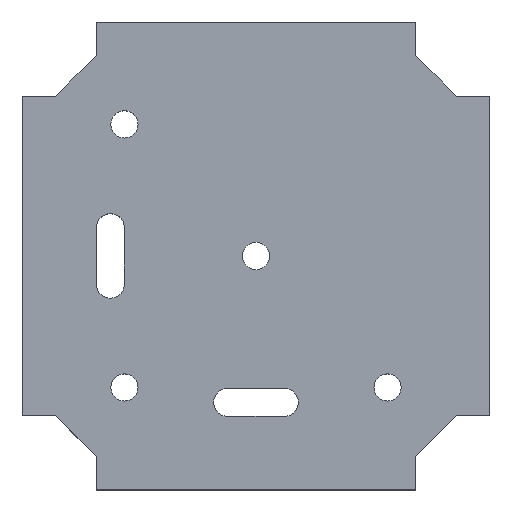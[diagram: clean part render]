
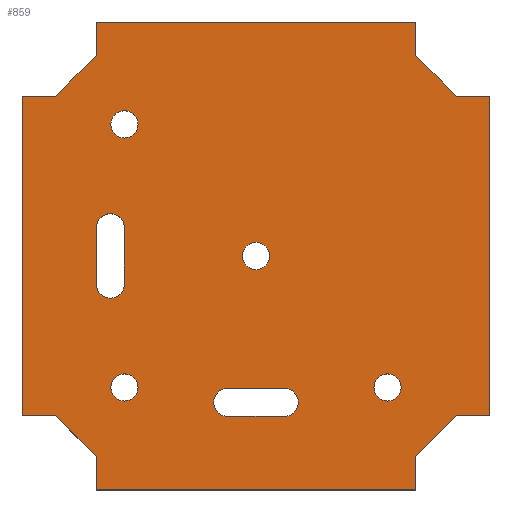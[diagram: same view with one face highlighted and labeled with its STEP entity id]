
A CAD part, top view. The second image highlights one B-rep face of the part: STEP entity #859.
In plain terms, the highlighted planar face has unit normal (0, 0, 1).
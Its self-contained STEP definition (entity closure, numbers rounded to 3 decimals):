
#26=FACE_BOUND('',#166,.T.);
#27=FACE_BOUND('',#167,.T.);
#28=FACE_BOUND('',#168,.T.);
#29=FACE_BOUND('',#169,.T.);
#30=FACE_BOUND('',#170,.T.);
#31=FACE_BOUND('',#171,.T.);
#61=PLANE('',#957);
#109=FACE_OUTER_BOUND('',#165,.T.);
#165=EDGE_LOOP('',(#737,#738,#739,#740,#741,#742,#743,#744,#745,#746,#747,
#748,#749,#750,#751,#752));
#166=EDGE_LOOP('',(#753,#754,#755,#756));
#167=EDGE_LOOP('',(#757,#758,#759,#760));
#168=EDGE_LOOP('',(#761));
#169=EDGE_LOOP('',(#762));
#170=EDGE_LOOP('',(#763));
#171=EDGE_LOOP('',(#764));
#196=LINE('',#1337,#275);
#201=LINE('',#1351,#280);
#204=LINE('',#1361,#283);
#209=LINE('',#1375,#288);
#219=LINE('',#1414,#298);
#223=LINE('',#1421,#302);
#226=LINE('',#1427,#305);
#229=LINE('',#1435,#308);
#232=LINE('',#1441,#311);
#236=LINE('',#1448,#315);
#239=LINE('',#1456,#318);
#243=LINE('',#1463,#322);
#246=LINE('',#1469,#325);
#249=LINE('',#1477,#328);
#252=LINE('',#1483,#331);
#256=LINE('',#1490,#335);
#258=LINE('',#1493,#337);
#260=LINE('',#1496,#339);
#261=LINE('',#1498,#340);
#262=LINE('',#1499,#341);
#275=VECTOR('',#1037,10.);
#280=VECTOR('',#1050,10.);
#283=VECTOR('',#1061,10.);
#288=VECTOR('',#1074,10.);
#298=VECTOR('',#1118,10.);
#302=VECTOR('',#1124,10.);
#305=VECTOR('',#1129,10.);
#308=VECTOR('',#1134,10.);
#311=VECTOR('',#1139,10.);
#315=VECTOR('',#1145,10.);
#318=VECTOR('',#1150,10.);
#322=VECTOR('',#1156,10.);
#325=VECTOR('',#1161,10.);
#328=VECTOR('',#1166,10.);
#331=VECTOR('',#1171,10.);
#335=VECTOR('',#1177,10.);
#337=VECTOR('',#1181,10.);
#339=VECTOR('',#1185,10.);
#340=VECTOR('',#1188,10.);
#341=VECTOR('',#1189,10.);
#350=CIRCLE('',#894,1.45);
#354=CIRCLE('',#901,1.45);
#358=CIRCLE('',#908,1.45);
#362=CIRCLE('',#916,1.5);
#364=CIRCLE('',#920,1.5);
#366=CIRCLE('',#924,1.5);
#368=CIRCLE('',#928,1.5);
#374=CIRCLE('',#938,1.45);
#385=VERTEX_POINT('',#1257);
#389=VERTEX_POINT('',#1270);
#393=VERTEX_POINT('',#1283);
#399=VERTEX_POINT('',#1335);
#400=VERTEX_POINT('',#1336);
#403=VERTEX_POINT('',#1344);
#405=VERTEX_POINT('',#1350);
#407=VERTEX_POINT('',#1359);
#408=VERTEX_POINT('',#1360);
#411=VERTEX_POINT('',#1368);
#413=VERTEX_POINT('',#1374);
#419=VERTEX_POINT('',#1396);
#424=VERTEX_POINT('',#1411);
#425=VERTEX_POINT('',#1413);
#427=VERTEX_POINT('',#1419);
#429=VERTEX_POINT('',#1425);
#432=VERTEX_POINT('',#1432);
#433=VERTEX_POINT('',#1434);
#435=VERTEX_POINT('',#1440);
#437=VERTEX_POINT('',#1446);
#440=VERTEX_POINT('',#1453);
#441=VERTEX_POINT('',#1455);
#443=VERTEX_POINT('',#1461);
#445=VERTEX_POINT('',#1467);
#448=VERTEX_POINT('',#1474);
#449=VERTEX_POINT('',#1476);
#451=VERTEX_POINT('',#1482);
#453=VERTEX_POINT('',#1488);
#466=EDGE_CURVE('',#385,#385,#350,.T.);
#472=EDGE_CURVE('',#389,#389,#354,.T.);
#478=EDGE_CURVE('',#393,#393,#358,.T.);
#486=EDGE_CURVE('',#399,#400,#196,.T.);
#490=EDGE_CURVE('',#400,#403,#362,.T.);
#493=EDGE_CURVE('',#403,#405,#201,.T.);
#496=EDGE_CURVE('',#405,#399,#364,.T.);
#498=EDGE_CURVE('',#407,#408,#204,.T.);
#502=EDGE_CURVE('',#408,#411,#366,.T.);
#505=EDGE_CURVE('',#411,#413,#209,.T.);
#508=EDGE_CURVE('',#413,#407,#368,.T.);
#517=EDGE_CURVE('',#419,#419,#374,.T.);
#524=EDGE_CURVE('',#424,#425,#219,.T.);
#528=EDGE_CURVE('',#427,#424,#223,.T.);
#531=EDGE_CURVE('',#429,#427,#226,.T.);
#534=EDGE_CURVE('',#433,#432,#229,.T.);
#537=EDGE_CURVE('',#435,#433,#232,.T.);
#541=EDGE_CURVE('',#432,#437,#236,.T.);
#544=EDGE_CURVE('',#441,#440,#239,.T.);
#548=EDGE_CURVE('',#440,#443,#243,.T.);
#551=EDGE_CURVE('',#443,#445,#246,.T.);
#554=EDGE_CURVE('',#449,#448,#249,.T.);
#557=EDGE_CURVE('',#451,#449,#252,.T.);
#561=EDGE_CURVE('',#448,#453,#256,.T.);
#563=EDGE_CURVE('',#445,#425,#258,.T.);
#565=EDGE_CURVE('',#453,#441,#260,.T.);
#566=EDGE_CURVE('',#437,#451,#261,.T.);
#567=EDGE_CURVE('',#435,#429,#262,.T.);
#737=ORIENTED_EDGE('',*,*,#566,.T.);
#738=ORIENTED_EDGE('',*,*,#557,.T.);
#739=ORIENTED_EDGE('',*,*,#554,.T.);
#740=ORIENTED_EDGE('',*,*,#561,.T.);
#741=ORIENTED_EDGE('',*,*,#565,.T.);
#742=ORIENTED_EDGE('',*,*,#544,.T.);
#743=ORIENTED_EDGE('',*,*,#548,.T.);
#744=ORIENTED_EDGE('',*,*,#551,.T.);
#745=ORIENTED_EDGE('',*,*,#563,.T.);
#746=ORIENTED_EDGE('',*,*,#524,.F.);
#747=ORIENTED_EDGE('',*,*,#528,.F.);
#748=ORIENTED_EDGE('',*,*,#531,.F.);
#749=ORIENTED_EDGE('',*,*,#567,.F.);
#750=ORIENTED_EDGE('',*,*,#537,.T.);
#751=ORIENTED_EDGE('',*,*,#534,.T.);
#752=ORIENTED_EDGE('',*,*,#541,.T.);
#753=ORIENTED_EDGE('',*,*,#493,.T.);
#754=ORIENTED_EDGE('',*,*,#496,.T.);
#755=ORIENTED_EDGE('',*,*,#486,.T.);
#756=ORIENTED_EDGE('',*,*,#490,.T.);
#757=ORIENTED_EDGE('',*,*,#505,.T.);
#758=ORIENTED_EDGE('',*,*,#508,.T.);
#759=ORIENTED_EDGE('',*,*,#498,.T.);
#760=ORIENTED_EDGE('',*,*,#502,.T.);
#761=ORIENTED_EDGE('',*,*,#472,.T.);
#762=ORIENTED_EDGE('',*,*,#517,.T.);
#763=ORIENTED_EDGE('',*,*,#466,.T.);
#764=ORIENTED_EDGE('',*,*,#478,.T.);
#859=ADVANCED_FACE('',(#109,#26,#27,#28,#29,#30,#31),#61,.T.);
#894=AXIS2_PLACEMENT_3D('',#1259,#989,#990);
#901=AXIS2_PLACEMENT_3D('',#1272,#1005,#1006);
#908=AXIS2_PLACEMENT_3D('',#1285,#1021,#1022);
#916=AXIS2_PLACEMENT_3D('',#1345,#1043,#1044);
#920=AXIS2_PLACEMENT_3D('',#1356,#1055,#1056);
#924=AXIS2_PLACEMENT_3D('',#1369,#1067,#1068);
#928=AXIS2_PLACEMENT_3D('',#1380,#1079,#1080);
#938=AXIS2_PLACEMENT_3D('',#1398,#1102,#1103);
#957=AXIS2_PLACEMENT_3D('',#1497,#1186,#1187);
#989=DIRECTION('center_axis',(0.,0.,-1.));
#990=DIRECTION('ref_axis',(-1.,0.,0.));
#1005=DIRECTION('center_axis',(0.,0.,-1.));
#1006=DIRECTION('ref_axis',(-1.,0.,0.));
#1021=DIRECTION('center_axis',(0.,0.,-1.));
#1022=DIRECTION('ref_axis',(-1.,0.,0.));
#1037=DIRECTION('',(0.,1.,0.));
#1043=DIRECTION('center_axis',(0.,0.,-1.));
#1044=DIRECTION('ref_axis',(-1.,0.,0.));
#1050=DIRECTION('',(0.,-1.,0.));
#1055=DIRECTION('center_axis',(0.,0.,-1.));
#1056=DIRECTION('ref_axis',(1.,0.,0.));
#1061=DIRECTION('',(-1.,0.,0.));
#1067=DIRECTION('center_axis',(0.,0.,-1.));
#1068=DIRECTION('ref_axis',(0.,-1.,0.));
#1074=DIRECTION('',(1.,0.,0.));
#1079=DIRECTION('center_axis',(0.,0.,-1.));
#1080=DIRECTION('ref_axis',(0.,1.,0.));
#1102=DIRECTION('center_axis',(0.,0.,-1.));
#1103=DIRECTION('ref_axis',(-1.,0.,0.));
#1118=DIRECTION('',(-1.,0.,0.));
#1124=DIRECTION('',(-0.707,0.707,0.));
#1129=DIRECTION('',(0.,1.,0.));
#1134=DIRECTION('',(0.707,0.707,0.));
#1139=DIRECTION('',(0.,1.,0.));
#1145=DIRECTION('',(1.,0.,0.));
#1150=DIRECTION('',(0.,-1.,0.));
#1156=DIRECTION('',(-0.707,-0.707,0.));
#1161=DIRECTION('',(-1.,0.,0.));
#1166=DIRECTION('',(-0.707,0.707,0.));
#1171=DIRECTION('',(-1.,0.,0.));
#1177=DIRECTION('',(0.,1.,0.));
#1181=DIRECTION('',(0.,-1.,0.));
#1185=DIRECTION('',(-1.,0.,0.));
#1186=DIRECTION('center_axis',(0.,0.,1.));
#1187=DIRECTION('ref_axis',(1.,0.,0.));
#1188=DIRECTION('',(0.,1.,0.));
#1189=DIRECTION('',(-1.,0.,0.));
#1257=CARTESIAN_POINT('',(-5.48,6.93,18.));
#1259=CARTESIAN_POINT('Origin',(-6.93,6.93,18.));
#1270=CARTESIAN_POINT('',(-33.48,6.93,18.));
#1272=CARTESIAN_POINT('Origin',(-34.93,6.93,18.));
#1283=CARTESIAN_POINT('',(-33.48,34.93,18.));
#1285=CARTESIAN_POINT('Origin',(-34.93,34.93,18.));
#1335=CARTESIAN_POINT('',(-37.93,17.93,18.));
#1336=CARTESIAN_POINT('',(-37.93,23.93,18.));
#1337=CARTESIAN_POINT('',(-37.93,22.43,18.));
#1344=CARTESIAN_POINT('',(-34.93,23.93,18.));
#1345=CARTESIAN_POINT('Origin',(-36.43,23.93,18.));
#1350=CARTESIAN_POINT('',(-34.93,17.93,18.));
#1351=CARTESIAN_POINT('',(-34.93,19.43,18.));
#1356=CARTESIAN_POINT('Origin',(-36.43,17.93,18.));
#1359=CARTESIAN_POINT('',(-17.93,3.85,18.));
#1360=CARTESIAN_POINT('',(-23.93,3.85,18.));
#1361=CARTESIAN_POINT('',(-10.894,3.85,18.));
#1368=CARTESIAN_POINT('',(-23.93,6.85,18.));
#1369=CARTESIAN_POINT('Origin',(-23.93,5.35,18.));
#1374=CARTESIAN_POINT('',(-17.93,6.85,18.));
#1375=CARTESIAN_POINT('',(-7.894,6.85,18.));
#1380=CARTESIAN_POINT('Origin',(-17.93,5.35,18.));
#1396=CARTESIAN_POINT('',(-19.48,20.93,18.));
#1398=CARTESIAN_POINT('Origin',(-20.93,20.93,18.));
#1411=CARTESIAN_POINT('',(-42.255,3.93,18.));
#1413=CARTESIAN_POINT('',(-45.83,3.93,18.));
#1414=CARTESIAN_POINT('',(-42.255,3.93,18.));
#1419=CARTESIAN_POINT('',(-37.93,-0.395,18.));
#1421=CARTESIAN_POINT('',(-37.93,-0.395,18.));
#1425=CARTESIAN_POINT('',(-37.93,-3.97,18.));
#1427=CARTESIAN_POINT('',(-37.93,-4.17,18.));
#1432=CARTESIAN_POINT('',(0.395,3.93,18.));
#1434=CARTESIAN_POINT('',(-3.971,-0.437,18.));
#1435=CARTESIAN_POINT('',(-3.971,-0.437,18.));
#1440=CARTESIAN_POINT('',(-3.971,-3.97,18.));
#1441=CARTESIAN_POINT('',(-3.971,-4.17,18.));
#1446=CARTESIAN_POINT('',(3.97,3.93,18.));
#1448=CARTESIAN_POINT('',(0.395,3.93,18.));
#1453=CARTESIAN_POINT('',(-37.93,42.255,18.));
#1455=CARTESIAN_POINT('',(-37.93,45.83,18.));
#1456=CARTESIAN_POINT('',(-37.93,46.03,18.));
#1461=CARTESIAN_POINT('',(-42.255,37.93,18.));
#1463=CARTESIAN_POINT('',(-37.93,42.255,18.));
#1467=CARTESIAN_POINT('',(-45.83,37.93,18.));
#1469=CARTESIAN_POINT('',(-42.255,37.93,18.));
#1474=CARTESIAN_POINT('',(-3.93,42.255,18.));
#1476=CARTESIAN_POINT('',(0.395,37.93,18.));
#1477=CARTESIAN_POINT('',(0.395,37.93,18.));
#1482=CARTESIAN_POINT('',(3.97,37.93,18.));
#1483=CARTESIAN_POINT('',(4.17,37.93,18.));
#1488=CARTESIAN_POINT('',(-3.93,45.83,18.));
#1490=CARTESIAN_POINT('',(-3.93,42.255,18.));
#1493=CARTESIAN_POINT('',(-45.83,37.93,18.));
#1496=CARTESIAN_POINT('',(-3.93,45.83,18.));
#1497=CARTESIAN_POINT('Origin',(2.141,20.93,18.));
#1498=CARTESIAN_POINT('',(3.97,3.93,18.));
#1499=CARTESIAN_POINT('',(-37.73,-3.97,18.));
